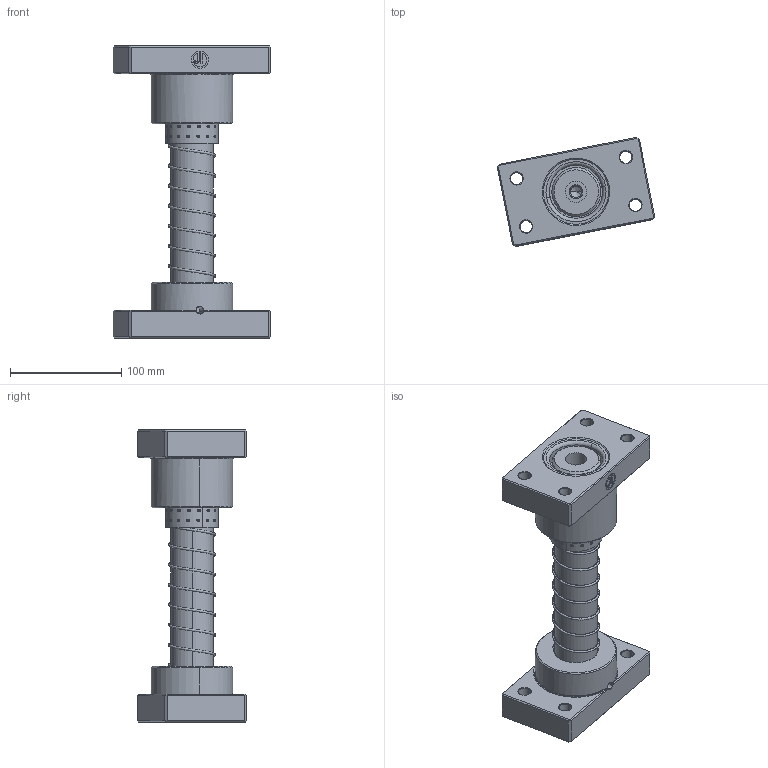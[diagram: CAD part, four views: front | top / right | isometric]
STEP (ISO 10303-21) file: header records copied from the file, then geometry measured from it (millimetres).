
FILE_DESCRIPTION (( 'STEP AP214' ), '1' );
FILE_NAME ('HYJK-D38-L220.STEP', '2021-09-24T00:19:33', ( 'User' ), ( 'china' ), 'SwSTEP 2.0', 'SolidWorks 2016', '' );
FILE_SCHEMA (( 'AUTOMOTIVE_DESIGN' ));
Length unit declared in the file: millimetre
Products named in the file (9): SAB-D38; BJ-47.5-38.5-L70; MGH-D38; MGMK-D38-L220; HYJK-D38-L220; HYAK嘐隅結輸-PD38; HWP-D42.5-d38.5-L170; SAB-D38-傍杶
Assembly tree (8 placements, depth 3):
  HYJK-D38-L220
    MGMK-D38-L220
    MGH-D38
    BJ-47.5-38.5-L70
    SAB-D38
      SAB-D38
      SAB-D38-傍杶
    HWP-D42.5-d38.5-L170
    HYAK嘐隅結輸-PD38
Bounding box: 141.2 x 97.76 x 262.42 mm (x, y, z)
Volume: 907858.2 mm3; surface area: 185377.6 mm2
Topology: 7 solids, 7 shells, 742 faces, 1582 edges, 1097 vertices
Faces by surface type: sphere 512, plane 82, cylinder 65, cone 61, torus 12, bspline 10
Entity records: 41609 total; most frequent: CARTESIAN_POINT 19712, DIRECTION 3223, ORIENTED_EDGE 3152, EDGE_CURVE 1576, AXIS2_PLACEMENT_3D 1470, VERTEX_POINT 1097, EDGE_LOOP 1019, ADVANCED_FACE 742
